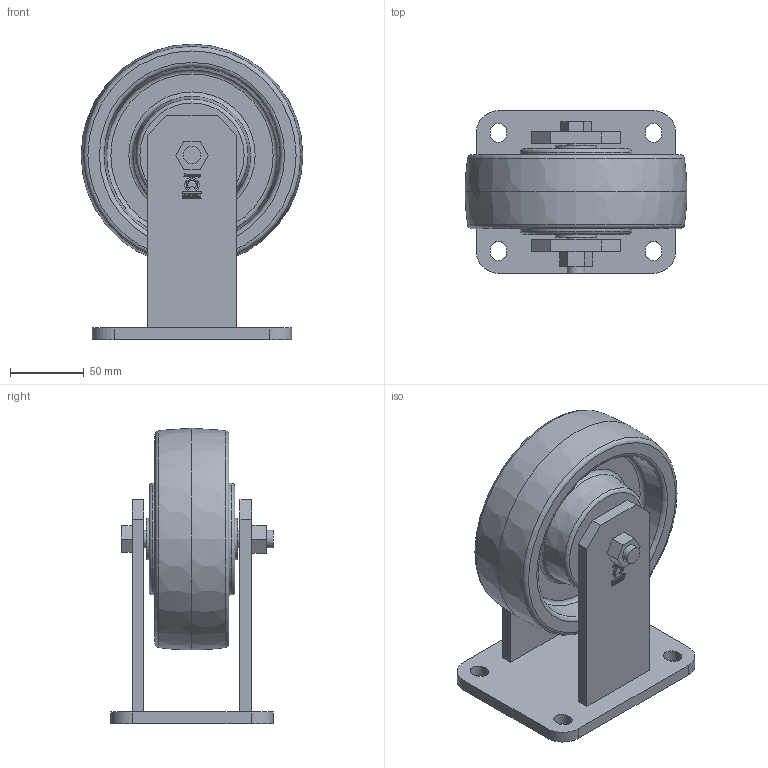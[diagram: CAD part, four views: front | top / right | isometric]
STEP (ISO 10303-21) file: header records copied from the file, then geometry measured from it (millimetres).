
FILE_DESCRIPTION(/* description */ (''),/* implementation_level */ '2;1');
FILE_NAME(/* name */ '0015380K_BP_PO_150_K',/* time_stamp */ '2011-03-04T11:16:14+01:00',/* author */ (''),/* organization */ (''),/* preprocessor_version */ 'ST-DEVELOPER v9',/* originating_system */ 'UGS - NX 4.0',/* authorisation */ '');
FILE_SCHEMA (('CONFIG_CONTROL_DESIGN'));
Length unit declared in the file: millimetre
Products named in the file (1): 0015380K_BP_PO_150_K
Bounding box: 150 x 110.1 x 200 mm (x, y, z)
Volume: 909857.2 mm3; surface area: 170015.8 mm2
Topology: 1 solids, 7 shells, 670 faces, 1763 edges, 1169 vertices
Faces by surface type: plane 394, extrusion 202, cylinder 49, torus 19, cone 4, bspline 2
Full cylindrical faces by diameter (mm): 12 x4, 12.2 x2, 19.8 x2, 20 x2, 20.5 x1, 24 x1, 28 x2, 28.802 x4, 35 x1, 38.198 x4
Entity records: 22568 total; most frequent: CARTESIAN_POINT 7645, ORIENTED_EDGE 3390, DIRECTION 2186, EDGE_CURVE 1695, VERTEX_POINT 1149, B_SPLINE_CURVE_WITH_KNOTS 1004, VECTOR 938, EDGE_LOOP 802
